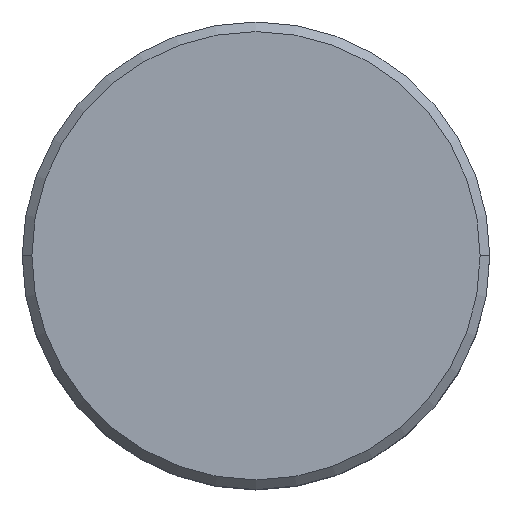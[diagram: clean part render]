
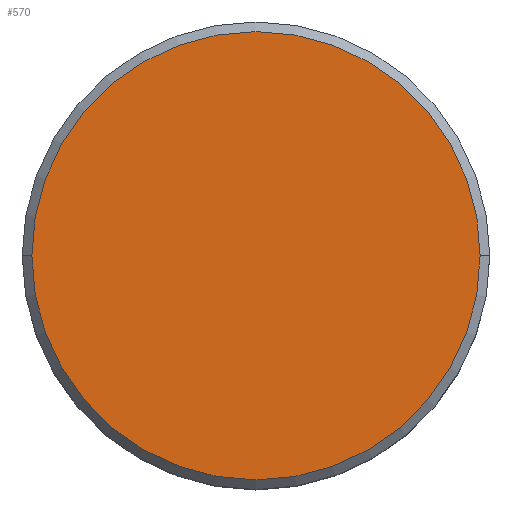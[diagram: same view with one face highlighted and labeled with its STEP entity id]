
A CAD part, top view. The second image highlights one B-rep face of the part: STEP entity #570.
In plain terms, the highlighted planar face has unit normal (0, 0, 1).
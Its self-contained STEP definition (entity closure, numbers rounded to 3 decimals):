
#370=CARTESIAN_POINT('',(0.,0.,25.));
#380=DIRECTION('',(0.,0.,1.));
#390=DIRECTION('',(1.,0.,0.));
#400=AXIS2_PLACEMENT_3D('',#370,#380,#390);
#410=PLANE('',#400);
#420=CARTESIAN_POINT('',(0.,0.,25.));
#430=DIRECTION('',(0.,0.,1.));
#440=DIRECTION('',(1.,0.,0.));
#450=AXIS2_PLACEMENT_3D('',#420,#430,#440);
#460=CIRCLE('',#450,11.65);
#470=CARTESIAN_POINT('',(11.65,0.,25.));
#480=VERTEX_POINT('',#470);
#490=CARTESIAN_POINT('',(-11.65,0.,25.));
#500=VERTEX_POINT('',#490);
#510=EDGE_CURVE('',#480,#500,#460,.T.);
#520=ORIENTED_EDGE('',*,*,#510,.T.);
#530=EDGE_CURVE('',#500,#480,#460,.T.);
#540=ORIENTED_EDGE('',*,*,#530,.T.);
#550=EDGE_LOOP('',(#540,#520));
#560=FACE_OUTER_BOUND('',#550,.T.);
#570=ADVANCED_FACE('',(#560),#410,.T.);
